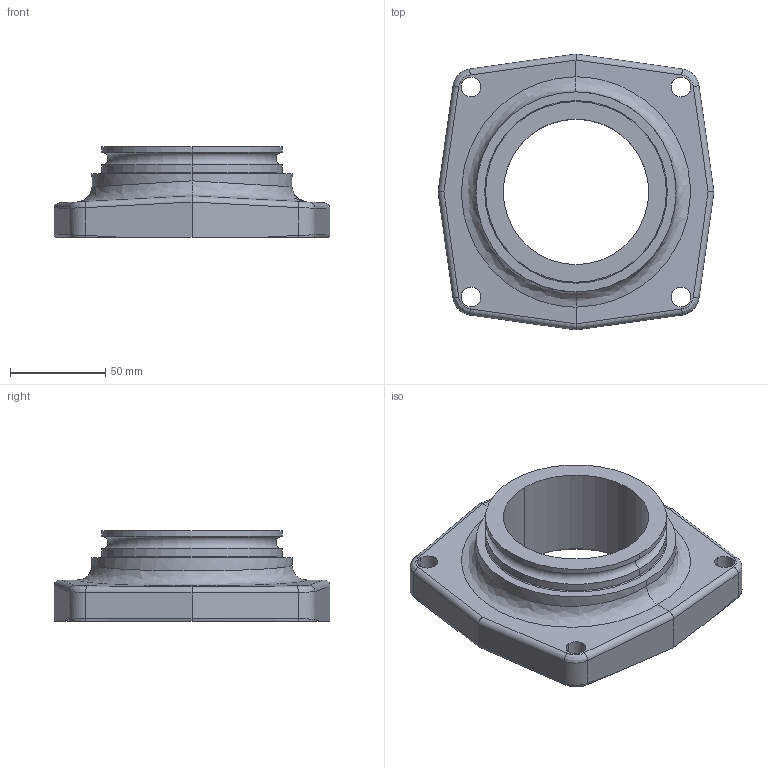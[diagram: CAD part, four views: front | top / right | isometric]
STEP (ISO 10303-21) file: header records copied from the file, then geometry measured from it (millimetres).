
FILE_DESCRIPTION((''),'2;1');
FILE_NAME('C41898_PRT','2006-12-11T',('work1'),(''),'PRO/ENGINEER BY PARAMETRIC TECHNOLOGY CORPORATION, 2005110','PRO/ENGINEER BY PARAMETRIC TECHNOLOGY CORPORATION, 2005110','');
FILE_SCHEMA(('CONFIG_CONTROL_DESIGN'));
Length unit declared in the file: inch
Products named in the file (1): C41898_PRT
Bounding box: 144.46 x 144.46 x 47.62 mm (x, y, z)
Volume: 350178.8 mm3; surface area: 57965.7 mm2
Topology: 1 solids, 1 shells, 65 faces, 150 edges, 88 vertices
Faces by surface type: cylinder 36, plane 13, bspline 10, torus 4, cone 2
Entity records: 2658 total; most frequent: CARTESIAN_POINT 1227, ORIENTED_EDGE 300, DIRECTION 262, EDGE_CURVE 150, AXIS2_PLACEMENT_3D 101, VERTEX_POINT 88, EDGE_LOOP 76, FACE_OUTER_BOUND 65
